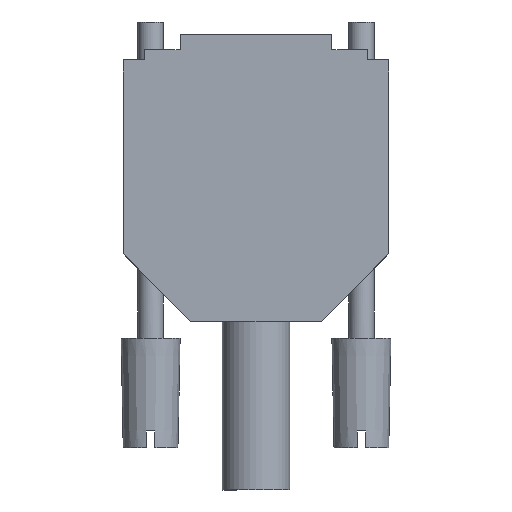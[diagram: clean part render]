
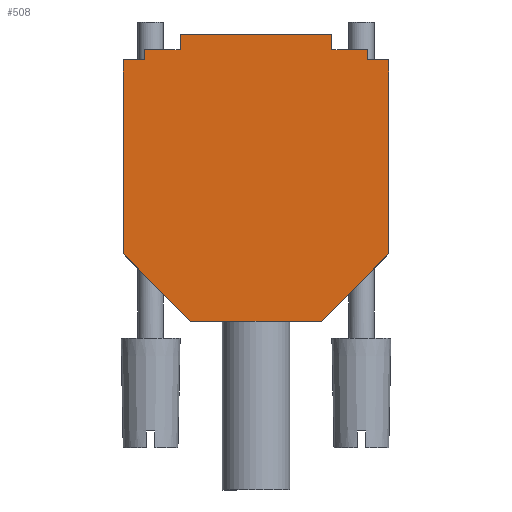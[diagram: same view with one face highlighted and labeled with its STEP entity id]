
A CAD part, front view. The second image highlights one B-rep face of the part: STEP entity #508.
In plain terms, the highlighted planar face has unit normal (0, -1, 0).
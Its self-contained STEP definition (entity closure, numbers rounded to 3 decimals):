
#276=LINE('',#1785,#382);
#279=LINE('',#1791,#385);
#281=LINE('',#1795,#387);
#283=LINE('',#1799,#389);
#285=LINE('',#1803,#391);
#289=LINE('',#1812,#395);
#292=LINE('',#1818,#398);
#295=LINE('',#1824,#401);
#296=LINE('',#1825,#402);
#299=LINE('',#1831,#405);
#303=LINE('',#1839,#409);
#305=LINE('',#1843,#411);
#306=LINE('',#1845,#412);
#307=LINE('',#1847,#413);
#382=VECTOR('',#1486,1.);
#385=VECTOR('',#1491,1.);
#387=VECTOR('',#1495,1.);
#389=VECTOR('',#1499,1.);
#391=VECTOR('',#1503,1.);
#395=VECTOR('',#1509,1.);
#398=VECTOR('',#1514,1.);
#401=VECTOR('',#1519,1.);
#402=VECTOR('',#1520,1.);
#405=VECTOR('',#1525,1.);
#409=VECTOR('',#1533,1.);
#411=VECTOR('',#1537,1.);
#412=VECTOR('',#1538,1.);
#413=VECTOR('',#1539,1.);
#508=ADVANCED_FACE('',(#606),#560,.T.);
#560=PLANE('',#1284);
#606=FACE_OUTER_BOUND('',#680,.T.);
#680=EDGE_LOOP('',(#922,#923,#924,#925,#926,#927,#928,#929,#930,#931,#932,
#933,#934,#935));
#922=ORIENTED_EDGE('',*,*,#1177,.F.);
#923=ORIENTED_EDGE('',*,*,#1178,.F.);
#924=ORIENTED_EDGE('',*,*,#1179,.F.);
#925=ORIENTED_EDGE('',*,*,#1175,.F.);
#926=ORIENTED_EDGE('',*,*,#1171,.F.);
#927=ORIENTED_EDGE('',*,*,#1168,.F.);
#928=ORIENTED_EDGE('',*,*,#1148,.F.);
#929=ORIENTED_EDGE('',*,*,#1151,.F.);
#930=ORIENTED_EDGE('',*,*,#1153,.F.);
#931=ORIENTED_EDGE('',*,*,#1155,.F.);
#932=ORIENTED_EDGE('',*,*,#1157,.F.);
#933=ORIENTED_EDGE('',*,*,#1167,.F.);
#934=ORIENTED_EDGE('',*,*,#1164,.F.);
#935=ORIENTED_EDGE('',*,*,#1161,.F.);
#1028=VERTEX_POINT('',#1786);
#1029=VERTEX_POINT('',#1787);
#1030=VERTEX_POINT('',#1792);
#1031=VERTEX_POINT('',#1796);
#1032=VERTEX_POINT('',#1800);
#1033=VERTEX_POINT('',#1804);
#1036=VERTEX_POINT('',#1811);
#1037=VERTEX_POINT('',#1813);
#1039=VERTEX_POINT('',#1819);
#1041=VERTEX_POINT('',#1826);
#1043=VERTEX_POINT('',#1832);
#1045=VERTEX_POINT('',#1840);
#1046=VERTEX_POINT('',#1844);
#1047=VERTEX_POINT('',#1846);
#1148=EDGE_CURVE('',#1028,#1029,#276,.T.);
#1151=EDGE_CURVE('',#1030,#1028,#279,.T.);
#1153=EDGE_CURVE('',#1031,#1030,#281,.T.);
#1155=EDGE_CURVE('',#1032,#1031,#283,.T.);
#1157=EDGE_CURVE('',#1033,#1032,#285,.T.);
#1161=EDGE_CURVE('',#1036,#1037,#289,.T.);
#1164=EDGE_CURVE('',#1037,#1039,#292,.T.);
#1167=EDGE_CURVE('',#1039,#1033,#295,.T.);
#1168=EDGE_CURVE('',#1029,#1041,#296,.T.);
#1171=EDGE_CURVE('',#1041,#1043,#299,.T.);
#1175=EDGE_CURVE('',#1043,#1045,#303,.T.);
#1177=EDGE_CURVE('',#1046,#1036,#305,.T.);
#1178=EDGE_CURVE('',#1047,#1046,#306,.T.);
#1179=EDGE_CURVE('',#1045,#1047,#307,.T.);
#1284=AXIS2_PLACEMENT_3D('',#1848,#1540,#1541);
#1486=DIRECTION('',(0.,0.,1.));
#1491=DIRECTION('',(-0.707,0.,0.707));
#1495=DIRECTION('',(-1.,0.,0.));
#1499=DIRECTION('',(-0.707,0.,-0.707));
#1503=DIRECTION('',(0.,0.,-1.));
#1509=DIRECTION('',(1.,0.,0.));
#1514=DIRECTION('',(0.,0.,-1.));
#1519=DIRECTION('',(1.,0.,0.));
#1520=DIRECTION('',(1.,0.,0.));
#1525=DIRECTION('',(0.,0.,1.));
#1533=DIRECTION('',(1.,0.,0.));
#1537=DIRECTION('',(0.,0.,-1.));
#1538=DIRECTION('',(1.,0.,0.));
#1539=DIRECTION('',(0.,0.,1.));
#1540=DIRECTION('',(0.,-1.,0.));
#1541=DIRECTION('',(1.,0.,0.));
#1785=CARTESIAN_POINT('',(-15.75,-7.5,-23.2));
#1786=CARTESIAN_POINT('',(-15.75,-7.5,-23.2));
#1787=CARTESIAN_POINT('',(-15.75,-7.5,-0.2));
#1791=CARTESIAN_POINT('',(-7.75,-7.5,-31.2));
#1792=CARTESIAN_POINT('',(-7.75,-7.5,-31.2));
#1795=CARTESIAN_POINT('',(7.75,-7.5,-31.2));
#1796=CARTESIAN_POINT('',(7.75,-7.5,-31.2));
#1799=CARTESIAN_POINT('',(15.75,-7.5,-23.2));
#1800=CARTESIAN_POINT('',(15.75,-7.5,-23.2));
#1803=CARTESIAN_POINT('',(15.75,-7.5,-0.2));
#1804=CARTESIAN_POINT('',(15.75,-7.5,-0.2));
#1811=CARTESIAN_POINT('',(9.,-7.5,1.));
#1812=CARTESIAN_POINT('',(9.,-7.5,1.));
#1813=CARTESIAN_POINT('',(13.25,-7.5,1.));
#1818=CARTESIAN_POINT('',(13.25,-7.5,1.));
#1819=CARTESIAN_POINT('',(13.25,-7.5,-0.2));
#1824=CARTESIAN_POINT('',(13.25,-7.5,-0.2));
#1825=CARTESIAN_POINT('',(-15.75,-7.5,-0.2));
#1826=CARTESIAN_POINT('',(-13.25,-7.5,-0.2));
#1831=CARTESIAN_POINT('',(-13.25,-7.5,-0.2));
#1832=CARTESIAN_POINT('',(-13.25,-7.5,1.));
#1839=CARTESIAN_POINT('',(-13.25,-7.5,1.));
#1840=CARTESIAN_POINT('',(-9.,-7.5,1.));
#1843=CARTESIAN_POINT('',(9.,-7.5,2.8));
#1844=CARTESIAN_POINT('',(9.,-7.5,2.8));
#1845=CARTESIAN_POINT('',(-9.,-7.5,2.8));
#1846=CARTESIAN_POINT('',(-9.,-7.5,2.8));
#1847=CARTESIAN_POINT('',(-9.,-7.5,1.));
#1848=CARTESIAN_POINT('',(-17.325,-7.5,-32.9));
